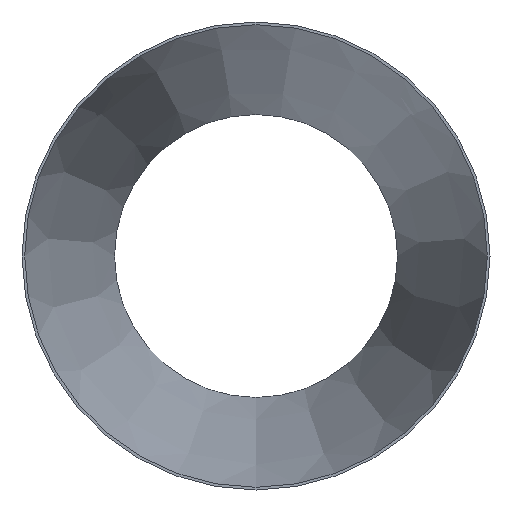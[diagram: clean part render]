
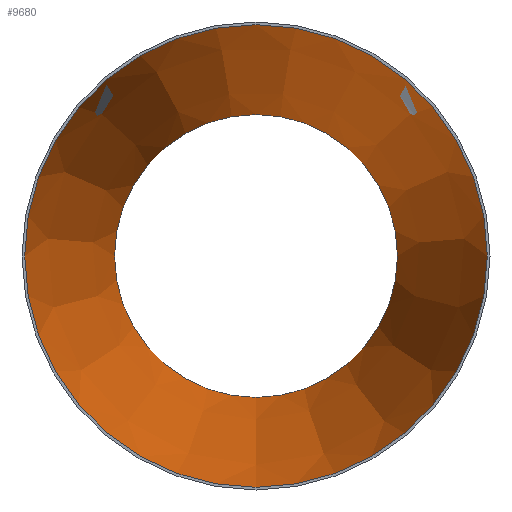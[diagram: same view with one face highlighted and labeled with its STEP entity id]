
A CAD part, front view. The second image highlights one B-rep face of the part: STEP entity #9680.
In plain terms, the highlighted conical face has half-angle 11.685 degrees and reference radius 175.758 mm.
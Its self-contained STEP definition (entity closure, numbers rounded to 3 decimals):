
#3078 = DIRECTION ( 'NONE',  ( 0., 0., -1. ) ) ;
#4662 = ORIENTED_EDGE ( 'NONE', *, *, #14824, .T. ) ;
#6647 = CIRCLE ( 'NONE', #28381, 107.508 ) ;
#9680 = ADVANCED_FACE ( 'NONE', ( #31622, #17820 ), #22161, .F. ) ;
#10699 = CARTESIAN_POINT ( 'NONE',  ( 0., 330., -107.508 ) ) ;
#12169 = CARTESIAN_POINT ( 'NONE',  ( 0., 330., 0. ) ) ;
#12927 = EDGE_LOOP ( 'NONE', ( #4662 ) ) ;
#14824 = EDGE_CURVE ( 'NONE', #27443, #27443, #17653, .T. ) ;
#17653 = CIRCLE ( 'NONE', #24100, 175.758 ) ;
#17762 = DIRECTION ( 'NONE',  ( 0., -1., 0. ) ) ;
#17820 = FACE_OUTER_BOUND ( 'NONE', #12927, .T. ) ;
#17877 = DIRECTION ( 'NONE',  ( 0., -1., 0. ) ) ;
#19187 = VERTEX_POINT ( 'NONE', #10699 ) ;
#19369 = CARTESIAN_POINT ( 'NONE',  ( 0., 0., -175.758 ) ) ;
#20218 = CARTESIAN_POINT ( 'NONE',  ( 0., 0., 0. ) ) ;
#21575 = AXIS2_PLACEMENT_3D ( 'NONE', #20218, #28488, #3078 ) ;
#22161 = CONICAL_SURFACE ( 'NONE', #21575, 175.758, 0.204 ) ;
#24036 = CARTESIAN_POINT ( 'NONE',  ( 0., 0., 0. ) ) ;
#24100 = AXIS2_PLACEMENT_3D ( 'NONE', #24036, #17762, #28431 ) ;
#27443 = VERTEX_POINT ( 'NONE', #19369 ) ;
#28381 = AXIS2_PLACEMENT_3D ( 'NONE', #12169, #17877, #29087 ) ;
#28431 = DIRECTION ( 'NONE',  ( 0., 0., -1. ) ) ;
#28488 = DIRECTION ( 'NONE',  ( 0., -1., 0. ) ) ;
#29087 = DIRECTION ( 'NONE',  ( 0., 0., -1. ) ) ;
#30035 = EDGE_LOOP ( 'NONE', ( #35398 ) ) ;
#31622 = FACE_BOUND ( 'NONE', #30035, .T. ) ;
#32805 = EDGE_CURVE ( 'NONE', #19187, #19187, #6647, .T. ) ;
#35398 = ORIENTED_EDGE ( 'NONE', *, *, #32805, .F. ) ;
